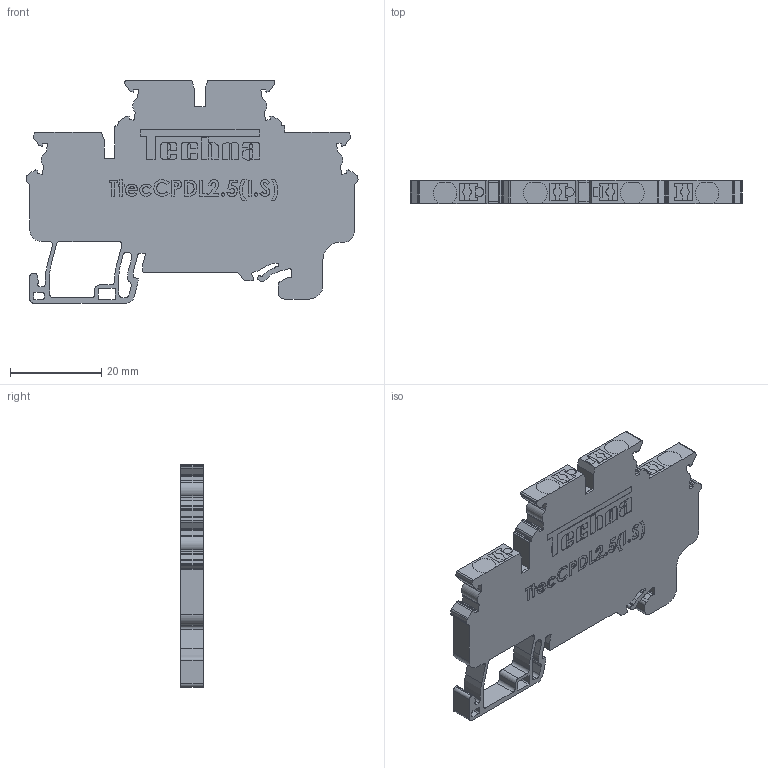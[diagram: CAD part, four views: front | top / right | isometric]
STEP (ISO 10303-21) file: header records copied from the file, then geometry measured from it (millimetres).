
FILE_DESCRIPTION (( 'STEP AP214' ), '1' );
FILE_NAME ('TtecCPDL2.5(I.S).STEP', '2020-07-02T08:34:30', ( '' ), ( '' ), 'SwSTEP 2.0', 'SolidWorks 2020', '' );
FILE_SCHEMA (( 'AUTOMOTIVE_DESIGN' ));
Length unit declared in the file: millimetre
Products named in the file (1): TtecCPDL2.5(I.S)
Bounding box: 72.7 x 5 x 48.7 mm (x, y, z)
Volume: 11894.4 mm3; surface area: 6985.4 mm2
Topology: 1 solids, 1 shells, 1019 faces, 2872 edges, 1914 vertices
Faces by surface type: plane 538, cylinder 317, bspline 164
Entity records: 48158 total; most frequent: CARTESIAN_POINT 15442, ORIENTED_EDGE 5744, DIRECTION 4890, EDGE_CURVE 2872, VERTEX_POINT 1914, LINE 1910, VECTOR 1910, AXIS2_PLACEMENT_3D 1490
